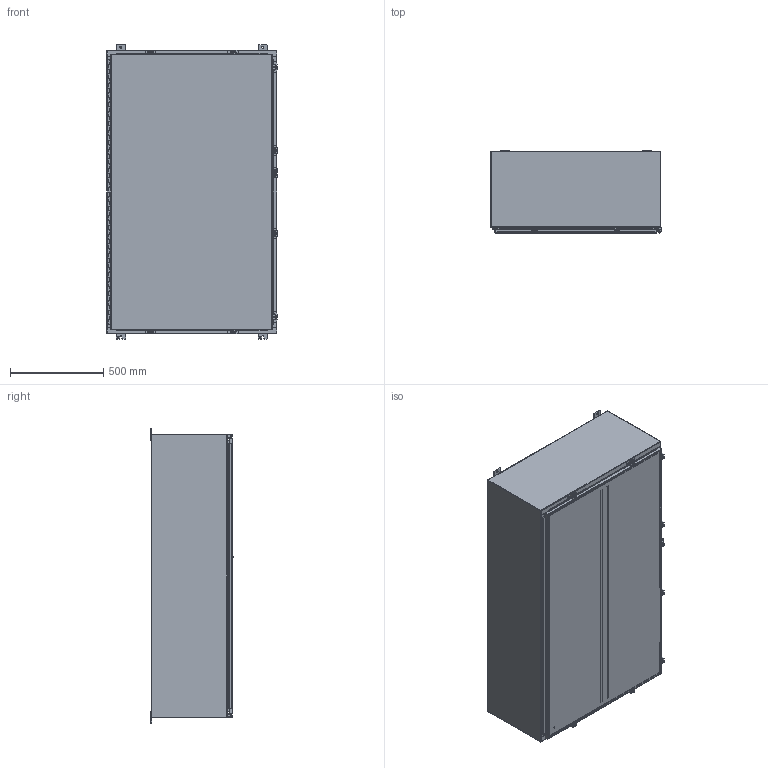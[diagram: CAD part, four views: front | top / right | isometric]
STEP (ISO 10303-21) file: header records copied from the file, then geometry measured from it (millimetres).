
FILE_DESCRIPTION (( 'STEP AP214' ), '1' );
FILE_NAME ('1418N4S16T16.STEP', '2019-11-01T18:44:29', ( '' ), ( '' ), 'SwSTEP 2.0', 'SolidWorks 2019', '' );
FILE_SCHEMA (( 'AUTOMOTIVE_DESIGN' ));
Length unit declared in the file: inch
Products named in the file (1): 1418N4S16T16
Bounding box: 916 x 441.32 x 1581.15 mm (x, y, z)
Volume: 13051989.8 mm3; surface area: 13463177.8 mm2
Topology: 64 solids, 65 shells, 1724 faces, 4464 edges, 2915 vertices
Faces by surface type: plane 1010, cylinder 624, bspline 82, cone 8
Full cylindrical faces by diameter (mm): 2.54 x1, 3.175 x1, 5.41 x8, 6.198 x8, 6.35 x2, 6.731 x8, 7.805 x4, 7.938 x6, 8.433 x8, 9.525 x8, 9.906 x8, 11.112 x2, 11.303 x4, 12.7 x16, 16.51 x8, 25.4 x4
Entity records: 57111 total; most frequent: CARTESIAN_POINT 14138, ORIENTED_EDGE 8680, DIRECTION 8630, EDGE_CURVE 4340, VERTEX_POINT 2915, AXIS2_PLACEMENT_3D 2891, VECTOR 2848, LINE 2848
